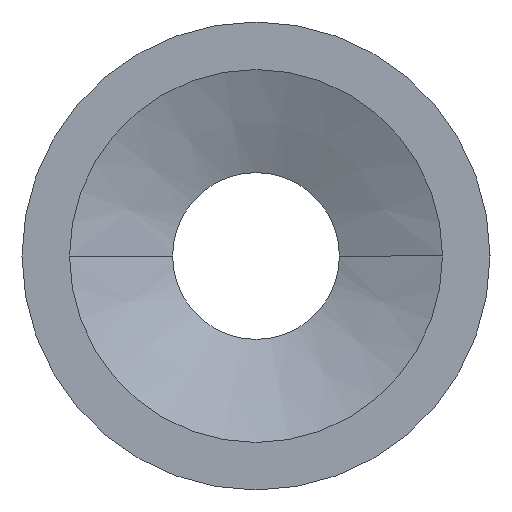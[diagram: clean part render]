
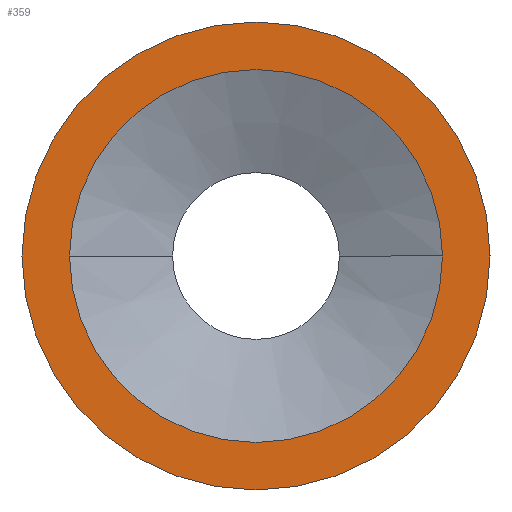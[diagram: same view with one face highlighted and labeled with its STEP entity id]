
A CAD part, left-side view. The second image highlights one B-rep face of the part: STEP entity #359.
In plain terms, the highlighted planar face has unit normal (-1, 0, 0).
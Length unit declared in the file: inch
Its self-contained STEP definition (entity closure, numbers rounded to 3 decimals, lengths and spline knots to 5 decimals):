
#16 = PLANE ( 'NONE',  #154 ) ;
#19 = VERTEX_POINT ( 'NONE', #234 ) ;
#23 = ORIENTED_EDGE ( 'NONE', *, *, #404, .T. ) ;
#42 = CARTESIAN_POINT ( 'NONE',  ( 0., 0., 0. ) ) ;
#48 = AXIS2_PLACEMENT_3D ( 'NONE', #309, #383, #316 ) ;
#51 = EDGE_LOOP ( 'NONE', ( #165, #152 ) ) ;
#66 = DIRECTION ( 'NONE',  ( 1., 0., 0. ) ) ;
#73 = AXIS2_PLACEMENT_3D ( 'NONE', #133, #66, #337 ) ;
#84 = EDGE_LOOP ( 'NONE', ( #190, #23 ) ) ;
#96 = FACE_OUTER_BOUND ( 'NONE', #51, .T. ) ;
#115 = FACE_BOUND ( 'NONE', #84, .T. ) ;
#124 = EDGE_CURVE ( 'NONE', #291, #335, #198, .T. ) ;
#127 = DIRECTION ( 'NONE',  ( 0., 1., 0. ) ) ;
#133 = CARTESIAN_POINT ( 'NONE',  ( 0., 0., 0. ) ) ;
#140 = DIRECTION ( 'NONE',  ( 0., 1., 0. ) ) ;
#149 = CARTESIAN_POINT ( 'NONE',  ( 0., 0.2, 0. ) ) ;
#152 = ORIENTED_EDGE ( 'NONE', *, *, #416, .F. ) ;
#154 = AXIS2_PLACEMENT_3D ( 'NONE', #250, #421, #219 ) ;
#162 = EDGE_CURVE ( 'NONE', #222, #19, #254, .T. ) ;
#165 = ORIENTED_EDGE ( 'NONE', *, *, #124, .F. ) ;
#174 = DIRECTION ( 'NONE',  ( 1., 0., 0. ) ) ;
#181 = CIRCLE ( 'NONE', #73, 0.251 ) ;
#190 = ORIENTED_EDGE ( 'NONE', *, *, #162, .T. ) ;
#192 = CIRCLE ( 'NONE', #193, 0.2 ) ;
#193 = AXIS2_PLACEMENT_3D ( 'NONE', #339, #269, #127 ) ;
#198 = CIRCLE ( 'NONE', #221, 0.251 ) ;
#219 = DIRECTION ( 'NONE',  ( 0., 1., 0. ) ) ;
#221 = AXIS2_PLACEMENT_3D ( 'NONE', #42, #174, #140 ) ;
#222 = VERTEX_POINT ( 'NONE', #149 ) ;
#234 = CARTESIAN_POINT ( 'NONE',  ( 0., -0.2, 0. ) ) ;
#250 = CARTESIAN_POINT ( 'NONE',  ( 0., 0., 0. ) ) ;
#254 = CIRCLE ( 'NONE', #48, 0.2 ) ;
#269 = DIRECTION ( 'NONE',  ( 1., 0., 0. ) ) ;
#291 = VERTEX_POINT ( 'NONE', #389 ) ;
#309 = CARTESIAN_POINT ( 'NONE',  ( 0., 0., 0. ) ) ;
#316 = DIRECTION ( 'NONE',  ( 0., 1., 0. ) ) ;
#321 = CARTESIAN_POINT ( 'NONE',  ( 0., -0.251, 0. ) ) ;
#335 = VERTEX_POINT ( 'NONE', #321 ) ;
#337 = DIRECTION ( 'NONE',  ( 0., 1., 0. ) ) ;
#339 = CARTESIAN_POINT ( 'NONE',  ( 0., 0., 0. ) ) ;
#359 = ADVANCED_FACE ( 'NONE', ( #96, #115 ), #16, .F. ) ;
#383 = DIRECTION ( 'NONE',  ( 1., 0., 0. ) ) ;
#389 = CARTESIAN_POINT ( 'NONE',  ( 0., 0.251, 0. ) ) ;
#404 = EDGE_CURVE ( 'NONE', #19, #222, #192, .T. ) ;
#416 = EDGE_CURVE ( 'NONE', #335, #291, #181, .T. ) ;
#421 = DIRECTION ( 'NONE',  ( 1., 0., 0. ) ) ;
